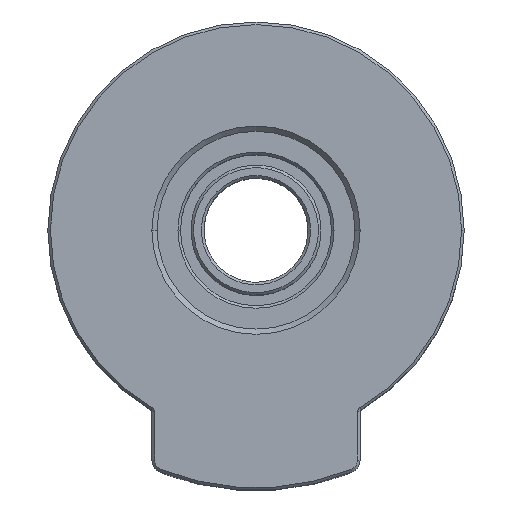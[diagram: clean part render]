
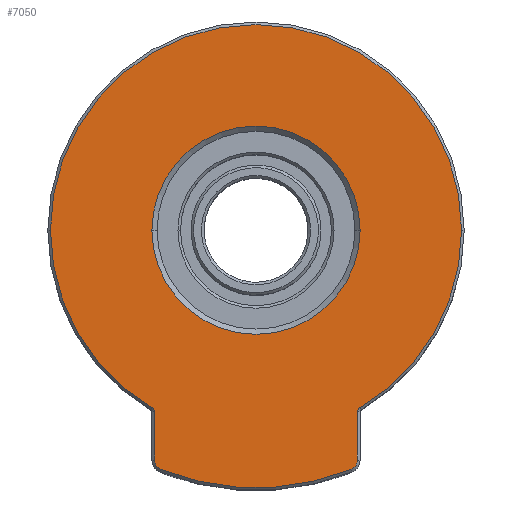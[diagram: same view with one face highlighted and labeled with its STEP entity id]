
A CAD part, top view. The second image highlights one B-rep face of the part: STEP entity #7050.
In plain terms, the highlighted planar face has unit normal (0, 0, 1).
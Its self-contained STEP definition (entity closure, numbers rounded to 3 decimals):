
#74 = DIRECTION ( 'NONE',  ( 0., -1., 0. ) ) ;
#158 = ORIENTED_EDGE ( 'NONE', *, *, #4633, .T. ) ;
#159 = ORIENTED_EDGE ( 'NONE', *, *, #2475, .T. ) ;
#164 = CARTESIAN_POINT ( 'NONE',  ( 3.5, -8.832, 9. ) ) ;
#187 = DIRECTION ( 'NONE',  ( 1., 0., 0. ) ) ;
#233 = FACE_OUTER_BOUND ( 'NONE', #7539, .T. ) ;
#297 = CARTESIAN_POINT ( 'NONE',  ( 0., 0., 9. ) ) ;
#495 = AXIS2_PLACEMENT_3D ( 'NONE', #8207, #2526, #6205 ) ;
#505 = VERTEX_POINT ( 'NONE', #6984 ) ;
#660 = DIRECTION ( 'NONE',  ( 0., 0., 1. ) ) ;
#706 = CARTESIAN_POINT ( 'NONE',  ( 3.9, -6.986, 9. ) ) ;
#1033 = CARTESIAN_POINT ( 'NONE',  ( -4., 0., 9. ) ) ;
#1149 = AXIS2_PLACEMENT_3D ( 'NONE', #4213, #3628, #7720 ) ;
#1284 = DIRECTION ( 'NONE',  ( 1., 0., 0. ) ) ;
#1318 = CARTESIAN_POINT ( 'NONE',  ( 0., 0., 9. ) ) ;
#1514 = CARTESIAN_POINT ( 'NONE',  ( 7.9, 0., 9. ) ) ;
#1608 = DIRECTION ( 'NONE',  ( 1., 0., 0. ) ) ;
#1743 = ORIENTED_EDGE ( 'NONE', *, *, #8480, .T. ) ;
#1769 = DIRECTION ( 'NONE',  ( 0., 0., 1. ) ) ;
#1983 = CARTESIAN_POINT ( 'NONE',  ( 0., 0., 9. ) ) ;
#2148 = VERTEX_POINT ( 'NONE', #7618 ) ;
#2215 = ORIENTED_EDGE ( 'NONE', *, *, #6701, .T. ) ;
#2285 = AXIS2_PLACEMENT_3D ( 'NONE', #1983, #2720, #8304 ) ;
#2349 = DIRECTION ( 'NONE',  ( 0., 0., -1. ) ) ;
#2400 = ORIENTED_EDGE ( 'NONE', *, *, #4836, .F. ) ;
#2436 = CARTESIAN_POINT ( 'NONE',  ( -3.9, -6.986, 9. ) ) ;
#2455 = DIRECTION ( 'NONE',  ( 1., 0., 0. ) ) ;
#2457 = DIRECTION ( 'NONE',  ( 0., 0., 1. ) ) ;
#2471 = LINE ( 'NONE', #5949, #7773 ) ;
#2475 = EDGE_CURVE ( 'NONE', #505, #3101, #8855, .T. ) ;
#2525 = CIRCLE ( 'NONE', #8362, 4. ) ;
#2526 = DIRECTION ( 'NONE',  ( 0., 0., 1. ) ) ;
#2720 = DIRECTION ( 'NONE',  ( 0., 0., 1. ) ) ;
#2794 = EDGE_CURVE ( 'NONE', #2148, #5481, #3301, .T. ) ;
#2828 = CIRCLE ( 'NONE', #4050, 9.9 ) ;
#2872 = EDGE_CURVE ( 'NONE', #3801, #6166, #2525, .T. ) ;
#2881 = ORIENTED_EDGE ( 'NONE', *, *, #2872, .F. ) ;
#2960 = CIRCLE ( 'NONE', #5457, 4. ) ;
#3101 = VERTEX_POINT ( 'NONE', #6132 ) ;
#3124 = DIRECTION ( 'NONE',  ( 0., 0., 1. ) ) ;
#3301 = CIRCLE ( 'NONE', #2285, 7.9 ) ;
#3543 = FACE_BOUND ( 'NONE', #7792, .T. ) ;
#3560 = VERTEX_POINT ( 'NONE', #706 ) ;
#3628 = DIRECTION ( 'NONE',  ( 0., 0., -1. ) ) ;
#3766 = EDGE_CURVE ( 'NONE', #3101, #3560, #2471, .T. ) ;
#3801 = VERTEX_POINT ( 'NONE', #8693 ) ;
#3939 = CARTESIAN_POINT ( 'NONE',  ( 3.999, -6.813, 9. ) ) ;
#4050 = AXIS2_PLACEMENT_3D ( 'NONE', #1318, #660, #1284 ) ;
#4158 = ORIENTED_EDGE ( 'NONE', *, *, #2794, .T. ) ;
#4213 = CARTESIAN_POINT ( 'NONE',  ( 4.1, -6.986, 9. ) ) ;
#4366 = DIRECTION ( 'NONE',  ( 1., 0., 0. ) ) ;
#4450 = CARTESIAN_POINT ( 'NONE',  ( 0., 0., 9. ) ) ;
#4633 = EDGE_CURVE ( 'NONE', #5265, #7787, #7896, .T. ) ;
#4719 = AXIS2_PLACEMENT_3D ( 'NONE', #4450, #1769, #2455 ) ;
#4836 = EDGE_CURVE ( 'NONE', #6166, #3801, #2960, .T. ) ;
#4884 = CARTESIAN_POINT ( 'NONE',  ( -3.5, -8.832, 9. ) ) ;
#5098 = AXIS2_PLACEMENT_3D ( 'NONE', #4884, #8911, #6897 ) ;
#5265 = VERTEX_POINT ( 'NONE', #2436 ) ;
#5457 = AXIS2_PLACEMENT_3D ( 'NONE', #5752, #3124, #1608 ) ;
#5481 = VERTEX_POINT ( 'NONE', #8996 ) ;
#5484 = CIRCLE ( 'NONE', #6012, 0.2 ) ;
#5747 = VECTOR ( 'NONE', #74, 1000. ) ;
#5752 = CARTESIAN_POINT ( 'NONE',  ( 0., 0., 9. ) ) ;
#5754 = CIRCLE ( 'NONE', #5098, 0.4 ) ;
#5759 = DIRECTION ( 'NONE',  ( 0., 0., 1. ) ) ;
#5761 = AXIS2_PLACEMENT_3D ( 'NONE', #6014, #6703, #6762 ) ;
#5767 = AXIS2_PLACEMENT_3D ( 'NONE', #164, #5759, #4366 ) ;
#5774 = EDGE_CURVE ( 'NONE', #7572, #2148, #5871, .T. ) ;
#5833 = CARTESIAN_POINT ( 'NONE',  ( -3.9, -8.832, 9. ) ) ;
#5871 = CIRCLE ( 'NONE', #4719, 7.9 ) ;
#5949 = CARTESIAN_POINT ( 'NONE',  ( 3.9, 0., 9. ) ) ;
#6012 = AXIS2_PLACEMENT_3D ( 'NONE', #7183, #2349, #187 ) ;
#6014 = CARTESIAN_POINT ( 'NONE',  ( 0., 0., 9. ) ) ;
#6132 = CARTESIAN_POINT ( 'NONE',  ( 3.9, -8.832, 9. ) ) ;
#6166 = VERTEX_POINT ( 'NONE', #1033 ) ;
#6169 = CIRCLE ( 'NONE', #495, 7.9 ) ;
#6205 = DIRECTION ( 'NONE',  ( 1., 0., 0. ) ) ;
#6485 = EDGE_CURVE ( 'NONE', #3560, #7018, #7821, .T. ) ;
#6495 = ORIENTED_EDGE ( 'NONE', *, *, #5774, .T. ) ;
#6591 = ORIENTED_EDGE ( 'NONE', *, *, #8095, .T. ) ;
#6701 = EDGE_CURVE ( 'NONE', #7018, #7572, #6169, .T. ) ;
#6703 = DIRECTION ( 'NONE',  ( 0., 0., 1. ) ) ;
#6762 = DIRECTION ( 'NONE',  ( 1., 0., 0. ) ) ;
#6791 = ORIENTED_EDGE ( 'NONE', *, *, #3766, .T. ) ;
#6835 = ORIENTED_EDGE ( 'NONE', *, *, #6485, .T. ) ;
#6897 = DIRECTION ( 'NONE',  ( 1., 0., 0. ) ) ;
#6984 = CARTESIAN_POINT ( 'NONE',  ( 3.647, -9.204, 9. ) ) ;
#7018 = VERTEX_POINT ( 'NONE', #3939 ) ;
#7050 = ADVANCED_FACE ( 'NONE', ( #3543, #233 ), #8142, .T. ) ;
#7104 = ORIENTED_EDGE ( 'NONE', *, *, #8239, .T. ) ;
#7183 = CARTESIAN_POINT ( 'NONE',  ( -4.1, -6.986, 9. ) ) ;
#7280 = DIRECTION ( 'NONE',  ( 0., 1., 0. ) ) ;
#7539 = EDGE_LOOP ( 'NONE', ( #158, #6591, #1743, #159, #6791, #6835, #2215, #6495, #4158, #7104 ) ) ;
#7572 = VERTEX_POINT ( 'NONE', #1514 ) ;
#7618 = CARTESIAN_POINT ( 'NONE',  ( -7.9, 0., 9. ) ) ;
#7720 = DIRECTION ( 'NONE',  ( 1., 0., 0. ) ) ;
#7723 = CARTESIAN_POINT ( 'NONE',  ( -3.9, -8.832, 9. ) ) ;
#7773 = VECTOR ( 'NONE', #7280, 1000. ) ;
#7787 = VERTEX_POINT ( 'NONE', #5833 ) ;
#7792 = EDGE_LOOP ( 'NONE', ( #2881, #2400 ) ) ;
#7821 = CIRCLE ( 'NONE', #1149, 0.2 ) ;
#7895 = VERTEX_POINT ( 'NONE', #7942 ) ;
#7896 = LINE ( 'NONE', #7723, #5747 ) ;
#7942 = CARTESIAN_POINT ( 'NONE',  ( -3.647, -9.204, 9. ) ) ;
#8095 = EDGE_CURVE ( 'NONE', #7787, #7895, #5754, .T. ) ;
#8142 = PLANE ( 'NONE',  #5761 ) ;
#8207 = CARTESIAN_POINT ( 'NONE',  ( 0., 0., 9. ) ) ;
#8239 = EDGE_CURVE ( 'NONE', #5481, #5265, #5484, .T. ) ;
#8304 = DIRECTION ( 'NONE',  ( 1., 0., 0. ) ) ;
#8362 = AXIS2_PLACEMENT_3D ( 'NONE', #297, #2457, #8676 ) ;
#8480 = EDGE_CURVE ( 'NONE', #7895, #505, #2828, .T. ) ;
#8676 = DIRECTION ( 'NONE',  ( 1., 0., 0. ) ) ;
#8693 = CARTESIAN_POINT ( 'NONE',  ( 4., 0., 9. ) ) ;
#8855 = CIRCLE ( 'NONE', #5767, 0.4 ) ;
#8911 = DIRECTION ( 'NONE',  ( 0., 0., 1. ) ) ;
#8996 = CARTESIAN_POINT ( 'NONE',  ( -3.999, -6.813, 9. ) ) ;
